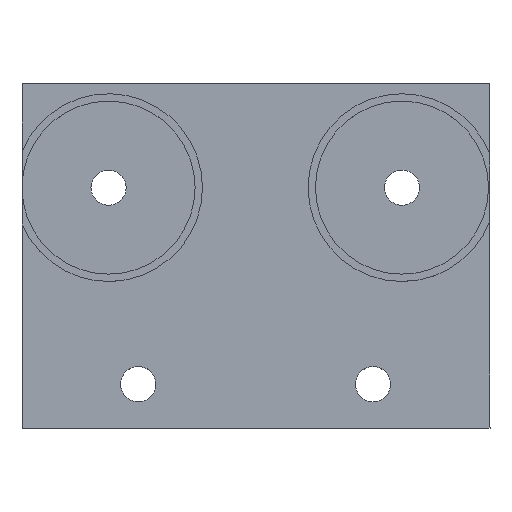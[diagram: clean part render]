
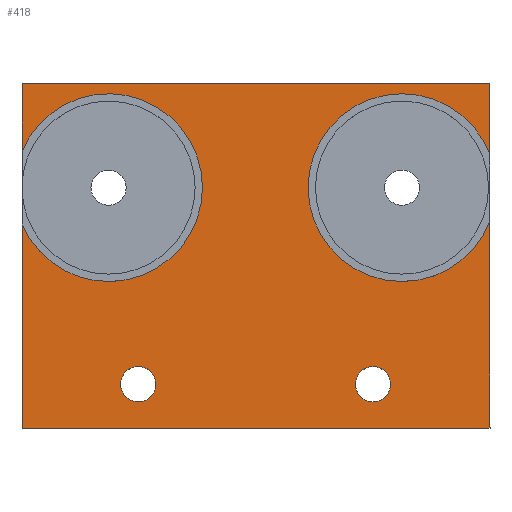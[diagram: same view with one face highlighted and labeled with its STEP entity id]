
A CAD part, top view. The second image highlights one B-rep face of the part: STEP entity #418.
In plain terms, the highlighted planar face has unit normal (0, 0, 1).
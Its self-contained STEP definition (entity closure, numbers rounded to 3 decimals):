
#19=FACE_BOUND('',#76,.T.);
#20=FACE_BOUND('',#77,.T.);
#33=PLANE('',#451);
#49=FACE_OUTER_BOUND('',#75,.T.);
#75=EDGE_LOOP('',(#303,#304,#305,#306,#307,#308,#309,#310));
#76=EDGE_LOOP('',(#311));
#77=EDGE_LOOP('',(#312));
#117=LINE('',#656,#149);
#118=LINE('',#658,#150);
#119=LINE('',#660,#151);
#120=LINE('',#664,#152);
#121=LINE('',#666,#153);
#122=LINE('',#667,#154);
#149=VECTOR('',#521,10.);
#150=VECTOR('',#522,10.);
#151=VECTOR('',#523,10.);
#152=VECTOR('',#526,10.);
#153=VECTOR('',#527,10.);
#154=VECTOR('',#528,10.);
#177=CIRCLE('',#448,8.);
#179=CIRCLE('',#452,8.);
#180=CIRCLE('',#453,1.5);
#181=CIRCLE('',#454,1.5);
#201=VERTEX_POINT('',#643);
#202=VERTEX_POINT('',#644);
#205=VERTEX_POINT('',#655);
#206=VERTEX_POINT('',#657);
#207=VERTEX_POINT('',#659);
#208=VERTEX_POINT('',#661);
#209=VERTEX_POINT('',#663);
#210=VERTEX_POINT('',#665);
#211=VERTEX_POINT('',#668);
#212=VERTEX_POINT('',#670);
#239=EDGE_CURVE('',#201,#202,#177,.T.);
#245=EDGE_CURVE('',#205,#202,#117,.T.);
#246=EDGE_CURVE('',#206,#205,#118,.T.);
#247=EDGE_CURVE('',#207,#206,#119,.T.);
#248=EDGE_CURVE('',#207,#208,#179,.T.);
#249=EDGE_CURVE('',#209,#208,#120,.T.);
#250=EDGE_CURVE('',#210,#209,#121,.T.);
#251=EDGE_CURVE('',#201,#210,#122,.T.);
#252=EDGE_CURVE('',#211,#211,#180,.T.);
#253=EDGE_CURVE('',#212,#212,#181,.T.);
#303=ORIENTED_EDGE('',*,*,#239,.T.);
#304=ORIENTED_EDGE('',*,*,#245,.F.);
#305=ORIENTED_EDGE('',*,*,#246,.F.);
#306=ORIENTED_EDGE('',*,*,#247,.F.);
#307=ORIENTED_EDGE('',*,*,#248,.T.);
#308=ORIENTED_EDGE('',*,*,#249,.F.);
#309=ORIENTED_EDGE('',*,*,#250,.F.);
#310=ORIENTED_EDGE('',*,*,#251,.F.);
#311=ORIENTED_EDGE('',*,*,#252,.T.);
#312=ORIENTED_EDGE('',*,*,#253,.T.);
#418=ADVANCED_FACE('',(#49,#19,#20),#33,.F.);
#448=AXIS2_PLACEMENT_3D('',#645,#509,#510);
#451=AXIS2_PLACEMENT_3D('',#654,#519,#520);
#452=AXIS2_PLACEMENT_3D('',#662,#524,#525);
#453=AXIS2_PLACEMENT_3D('',#669,#529,#530);
#454=AXIS2_PLACEMENT_3D('',#671,#531,#532);
#509=DIRECTION('center_axis',(0.,0.,-1.));
#510=DIRECTION('ref_axis',(-1.,0.,0.));
#519=DIRECTION('center_axis',(0.,0.,-1.));
#520=DIRECTION('ref_axis',(1.,0.,0.));
#521=DIRECTION('',(0.,-1.,0.));
#522=DIRECTION('',(1.,0.,0.));
#523=DIRECTION('',(0.,1.,0.));
#524=DIRECTION('center_axis',(0.,0.,-1.));
#525=DIRECTION('ref_axis',(1.,0.,0.));
#526=DIRECTION('',(0.,1.,0.));
#527=DIRECTION('',(-1.,0.,0.));
#528=DIRECTION('',(0.,-1.,0.));
#529=DIRECTION('center_axis',(0.,0.,-1.));
#530=DIRECTION('ref_axis',(1.,0.,0.));
#531=DIRECTION('center_axis',(0.,0.,-1.));
#532=DIRECTION('ref_axis',(1.,0.,0.));
#643=CARTESIAN_POINT('',(39.875,28.9,-14.5));
#644=CARTESIAN_POINT('',(39.875,35.1,-14.5));
#645=CARTESIAN_POINT('Origin',(32.5,32.,-14.5));
#654=CARTESIAN_POINT('Origin',(7.5,32.,-14.5));
#655=CARTESIAN_POINT('',(39.875,52.5,-14.5));
#656=CARTESIAN_POINT('',(39.875,52.5,-14.5));
#657=CARTESIAN_POINT('',(0.,52.5,-14.5));
#658=CARTESIAN_POINT('',(0.,52.5,-14.5));
#659=CARTESIAN_POINT('',(0.,34.784,-14.5));
#660=CARTESIAN_POINT('',(0.,23.141,-14.5));
#661=CARTESIAN_POINT('',(0.,29.216,-14.5));
#662=CARTESIAN_POINT('Origin',(7.5,32.,-14.5));
#663=CARTESIAN_POINT('',(0.,23.141,-14.5));
#664=CARTESIAN_POINT('',(0.,23.141,-14.5));
#665=CARTESIAN_POINT('',(39.875,23.141,-14.5));
#666=CARTESIAN_POINT('',(39.875,23.141,-14.5));
#667=CARTESIAN_POINT('',(39.875,52.5,-14.5));
#668=CARTESIAN_POINT('',(8.469,48.75,-14.5));
#669=CARTESIAN_POINT('Origin',(9.969,48.75,-14.5));
#670=CARTESIAN_POINT('',(28.469,48.75,-14.5));
#671=CARTESIAN_POINT('Origin',(29.969,48.75,-14.5));
